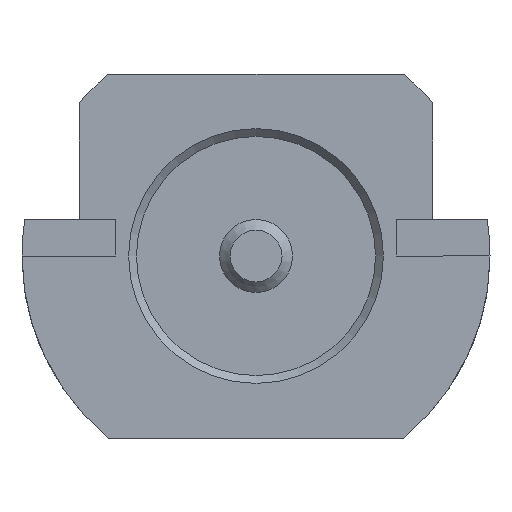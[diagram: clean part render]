
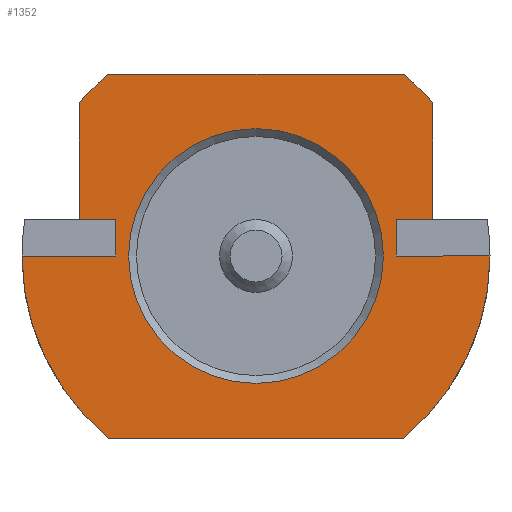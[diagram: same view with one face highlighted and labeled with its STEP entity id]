
A CAD part, front view. The second image highlights one B-rep face of the part: STEP entity #1352.
In plain terms, the highlighted planar face has unit normal (0, -1, 0).
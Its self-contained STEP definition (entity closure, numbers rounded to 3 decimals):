
#86=LINE('',#2106,#164);
#101=LINE('',#2184,#179);
#106=LINE('',#2213,#184);
#115=LINE('',#2261,#193);
#126=LINE('',#2330,#204);
#131=LINE('',#2358,#209);
#137=LINE('',#2437,#215);
#138=LINE('',#2439,#216);
#139=LINE('',#2440,#217);
#140=LINE('',#2442,#218);
#164=VECTOR('',#1650,1000.);
#179=VECTOR('',#1683,1000.);
#184=VECTOR('',#1690,1000.);
#193=VECTOR('',#1717,1000.);
#204=VECTOR('',#1746,1000.);
#209=VECTOR('',#1753,1000.);
#215=VECTOR('',#1857,1000.);
#216=VECTOR('',#1858,1000.);
#217=VECTOR('',#1859,1000.);
#218=VECTOR('',#1860,1000.);
#233=PLANE('',#1507);
#632=ORIENTED_EDGE('',*,*,#718,.F.);
#633=ORIENTED_EDGE('',*,*,#813,.F.);
#634=ORIENTED_EDGE('',*,*,#816,.F.);
#635=ORIENTED_EDGE('',*,*,#837,.F.);
#636=ORIENTED_EDGE('',*,*,#840,.F.);
#637=ORIENTED_EDGE('',*,*,#849,.T.);
#638=ORIENTED_EDGE('',*,*,#880,.T.);
#639=ORIENTED_EDGE('',*,*,#881,.T.);
#640=ORIENTED_EDGE('',*,*,#861,.F.);
#641=ORIENTED_EDGE('',*,*,#761,.F.);
#642=ORIENTED_EDGE('',*,*,#786,.F.);
#643=ORIENTED_EDGE('',*,*,#882,.T.);
#644=ORIENTED_EDGE('',*,*,#883,.T.);
#645=ORIENTED_EDGE('',*,*,#789,.T.);
#646=ORIENTED_EDGE('',*,*,#798,.F.);
#718=EDGE_CURVE('',#910,#910,#1036,.T.);
#761=EDGE_CURVE('',#945,#946,#86,.T.);
#786=EDGE_CURVE('',#966,#945,#1057,.T.);
#789=EDGE_CURVE('',#968,#967,#101,.T.);
#798=EDGE_CURVE('',#974,#967,#106,.T.);
#813=EDGE_CURVE('',#986,#974,#1062,.T.);
#816=EDGE_CURVE('',#988,#986,#115,.T.);
#837=EDGE_CURVE('',#1004,#988,#1067,.T.);
#840=EDGE_CURVE('',#1005,#1004,#126,.T.);
#849=EDGE_CURVE('',#1005,#1011,#131,.T.);
#861=EDGE_CURVE('',#946,#1019,#1072,.T.);
#880=EDGE_CURVE('',#1011,#1020,#137,.T.);
#881=EDGE_CURVE('',#1020,#1019,#138,.T.);
#882=EDGE_CURVE('',#966,#1021,#139,.T.);
#883=EDGE_CURVE('',#1021,#968,#140,.T.);
#910=VERTEX_POINT('',#1990);
#945=VERTEX_POINT('',#2105);
#946=VERTEX_POINT('',#2107);
#966=VERTEX_POINT('',#2178);
#967=VERTEX_POINT('',#2183);
#968=VERTEX_POINT('',#2185);
#974=VERTEX_POINT('',#2212);
#986=VERTEX_POINT('',#2254);
#988=VERTEX_POINT('',#2260);
#1004=VERTEX_POINT('',#2324);
#1005=VERTEX_POINT('',#2329);
#1011=VERTEX_POINT('',#2357);
#1019=VERTEX_POINT('',#2393);
#1020=VERTEX_POINT('',#2438);
#1021=VERTEX_POINT('',#2441);
#1036=CIRCLE('',#1398,1.225);
#1057=CIRCLE('',#1436,2.25);
#1062=CIRCLE('',#1446,2.25);
#1067=CIRCLE('',#1455,2.25);
#1072=CIRCLE('',#1465,2.25);
#1167=EDGE_LOOP('',(#632));
#1168=EDGE_LOOP('',(#633,#634,#635,#636,#637,#638,#639,#640,#641,#642,#643,
#644,#645,#646));
#1259=FACE_BOUND('',#1167,.T.);
#1260=FACE_BOUND('',#1168,.T.);
#1352=ADVANCED_FACE('',(#1259,#1260),#233,.F.);
#1398=AXIS2_PLACEMENT_3D('',#1989,#1569,#1570);
#1436=AXIS2_PLACEMENT_3D('',#2179,#1676,#1677);
#1446=AXIS2_PLACEMENT_3D('',#2255,#1710,#1711);
#1455=AXIS2_PLACEMENT_3D('',#2325,#1739,#1740);
#1465=AXIS2_PLACEMENT_3D('',#2392,#1770,#1771);
#1507=AXIS2_PLACEMENT_3D('',#2436,#1855,#1856);
#1569=DIRECTION('',(0.,-1.,0.));
#1570=DIRECTION('',(1.,0.,0.));
#1650=DIRECTION('',(-1.,0.,0.));
#1676=DIRECTION('',(0.,1.,0.));
#1677=DIRECTION('',(0.,0.,1.));
#1683=DIRECTION('',(1.,0.,0.));
#1690=DIRECTION('',(0.,0.,-1.));
#1710=DIRECTION('',(0.,1.,0.));
#1711=DIRECTION('',(0.,0.,1.));
#1717=DIRECTION('',(1.,0.,0.));
#1739=DIRECTION('',(0.,1.,0.));
#1740=DIRECTION('',(0.,0.,1.));
#1746=DIRECTION('',(0.,0.,1.));
#1753=DIRECTION('',(1.,0.,0.));
#1770=DIRECTION('',(0.,1.,0.));
#1771=DIRECTION('',(0.,0.,1.));
#1855=DIRECTION('',(0.,1.,0.));
#1856=DIRECTION('',(0.,0.,1.));
#1857=DIRECTION('',(0.,0.,-1.));
#1858=DIRECTION('',(-1.,0.,0.));
#1859=DIRECTION('',(-1.,0.,0.));
#1860=DIRECTION('',(0.,0.,1.));
#1989=CARTESIAN_POINT('',(0.,0.,0.));
#1990=CARTESIAN_POINT('',(1.225,0.,0.));
#2105=CARTESIAN_POINT('',(1.414,0.,-1.75));
#2106=CARTESIAN_POINT('',(1.414,0.,-1.75));
#2107=CARTESIAN_POINT('',(-1.414,0.,-1.75));
#2178=CARTESIAN_POINT('',(2.25,0.,0.));
#2179=CARTESIAN_POINT('',(0.,0.,0.));
#2183=CARTESIAN_POINT('',(1.7,0.,0.35));
#2184=CARTESIAN_POINT('',(1.35,0.,0.35));
#2185=CARTESIAN_POINT('',(1.35,0.,0.35));
#2212=CARTESIAN_POINT('',(1.7,0.,1.474));
#2213=CARTESIAN_POINT('',(1.7,0.,1.474));
#2254=CARTESIAN_POINT('',(1.414,0.,1.75));
#2255=CARTESIAN_POINT('',(0.,0.,0.));
#2260=CARTESIAN_POINT('',(-1.414,0.,1.75));
#2261=CARTESIAN_POINT('',(-1.414,0.,1.75));
#2324=CARTESIAN_POINT('',(-1.7,0.,1.474));
#2325=CARTESIAN_POINT('',(0.,0.,0.));
#2329=CARTESIAN_POINT('',(-1.7,0.,0.35));
#2330=CARTESIAN_POINT('',(-1.7,0.,0.35));
#2357=CARTESIAN_POINT('',(-1.35,0.,0.35));
#2358=CARTESIAN_POINT('',(-2.223,0.,0.35));
#2392=CARTESIAN_POINT('',(0.,0.,0.));
#2393=CARTESIAN_POINT('',(-2.25,0.,0.));
#2436=CARTESIAN_POINT('',(0.,0.,0.));
#2437=CARTESIAN_POINT('',(-1.35,0.,0.35));
#2438=CARTESIAN_POINT('',(-1.35,0.,0.));
#2439=CARTESIAN_POINT('',(-1.35,0.,0.));
#2440=CARTESIAN_POINT('',(2.25,0.,0.));
#2441=CARTESIAN_POINT('',(1.35,0.,0.));
#2442=CARTESIAN_POINT('',(1.35,0.,0.));
